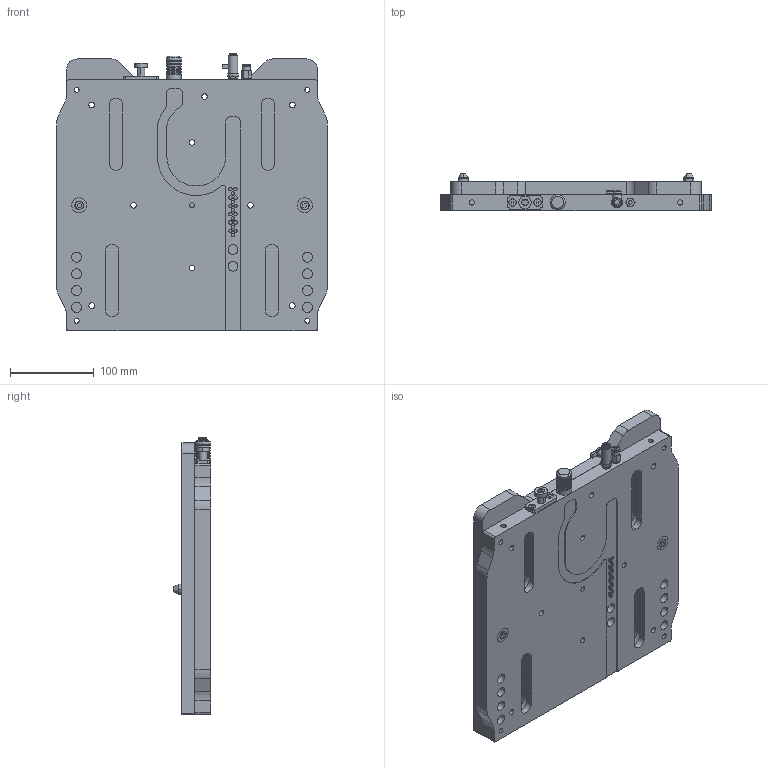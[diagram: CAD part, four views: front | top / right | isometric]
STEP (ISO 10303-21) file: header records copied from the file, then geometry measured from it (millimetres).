
FILE_DESCRIPTION (( 'STEP AP203' ), '1' );
FILE_NAME ('45175.STEP', '2014-03-20T20:06:58', ( 'tkrafton' ), ( 'Microsoft' ), 'SwSTEP 2.0', 'SolidWorks 2014', '' );
FILE_SCHEMA (( 'CONFIG_CONTROL_DESIGN' ));
Products named in the file (1): 45175
Bounding box: 324.1 x 44.8 x 331.88 mm (x, y, z)
Volume: 2837195.5 mm3; surface area: 494160.6 mm2
Topology: 8 solids, 8 shells, 1860 faces, 5111 edges, 3390 vertices
Faces by surface type: plane 1243, cylinder 567, bspline 44, cone 6
Entity records: 71124 total; most frequent: CARTESIAN_POINT 24407, ORIENTED_EDGE 10214, DIRECTION 8805, EDGE_CURVE 5107, VECTOR 3411, LINE 3411, VERTEX_POINT 3390, AXIS2_PLACEMENT_3D 2697
